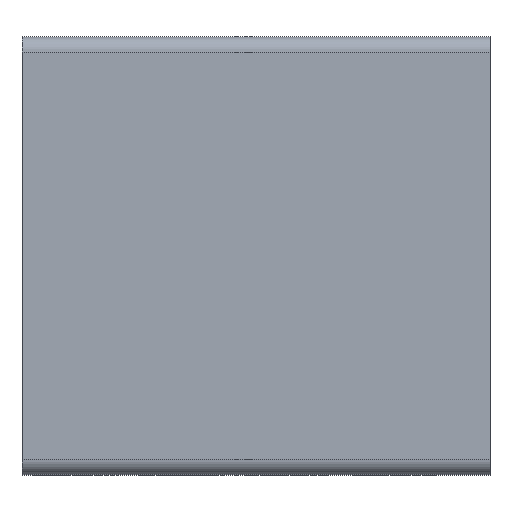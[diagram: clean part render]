
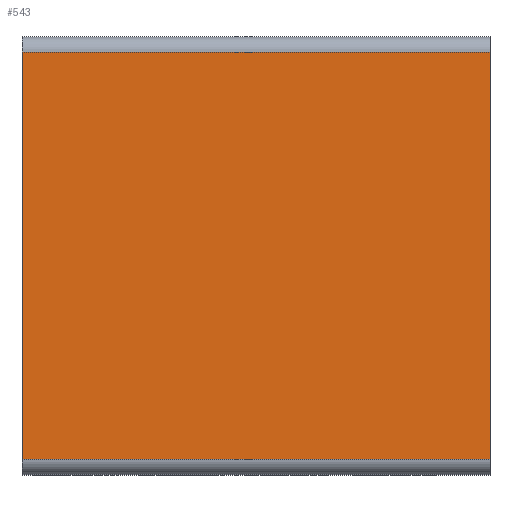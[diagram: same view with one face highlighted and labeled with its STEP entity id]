
A CAD part, top view. The second image highlights one B-rep face of the part: STEP entity #543.
In plain terms, the highlighted planar face has unit normal (0, 0, 1).
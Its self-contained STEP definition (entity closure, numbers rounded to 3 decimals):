
#140 = VERTEX_POINT('',#141);
#141 = CARTESIAN_POINT('',(14.1,-11.37,13.5));
#148 = EDGE_CURVE('',#140,#149,#151,.T.);
#149 = VERTEX_POINT('',#150);
#150 = CARTESIAN_POINT('',(14.1,2.03,13.5));
#151 = LINE('',#152,#153);
#152 = CARTESIAN_POINT('',(14.1,-11.87,13.5));
#153 = VECTOR('',#154,1.);
#154 = DIRECTION('',(0.,1.,0.));
#498 = VERTEX_POINT('',#499);
#499 = CARTESIAN_POINT('',(-1.3,-11.37,13.5));
#508 = EDGE_CURVE('',#498,#140,#509,.T.);
#509 = LINE('',#510,#511);
#510 = CARTESIAN_POINT('',(-1.3,-11.37,13.5));
#511 = VECTOR('',#512,1.);
#512 = DIRECTION('',(1.,0.,0.));
#523 = EDGE_CURVE('',#149,#524,#526,.T.);
#524 = VERTEX_POINT('',#525);
#525 = CARTESIAN_POINT('',(-1.3,2.03,13.5));
#526 = LINE('',#527,#528);
#527 = CARTESIAN_POINT('',(14.1,2.03,13.5));
#528 = VECTOR('',#529,1.);
#529 = DIRECTION('',(-1.,0.,0.));
#543 = ADVANCED_FACE('',(#544),#555,.T.);
#544 = FACE_BOUND('',#545,.T.);
#545 = EDGE_LOOP('',(#546,#547,#548,#554));
#546 = ORIENTED_EDGE('',*,*,#148,.T.);
#547 = ORIENTED_EDGE('',*,*,#523,.T.);
#548 = ORIENTED_EDGE('',*,*,#549,.T.);
#549 = EDGE_CURVE('',#524,#498,#550,.T.);
#550 = LINE('',#551,#552);
#551 = CARTESIAN_POINT('',(-1.3,2.53,13.5));
#552 = VECTOR('',#553,1.);
#553 = DIRECTION('',(0.,-1.,0.));
#554 = ORIENTED_EDGE('',*,*,#508,.T.);
#555 = PLANE('',#556);
#556 = AXIS2_PLACEMENT_3D('',#557,#558,#559);
#557 = CARTESIAN_POINT('',(6.4,-4.67,13.5));
#558 = DIRECTION('',(0.,0.,1.));
#559 = DIRECTION('',(1.,0.,-0.));
